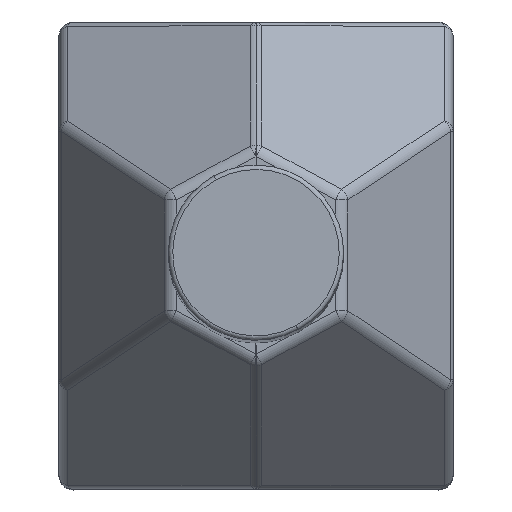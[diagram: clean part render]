
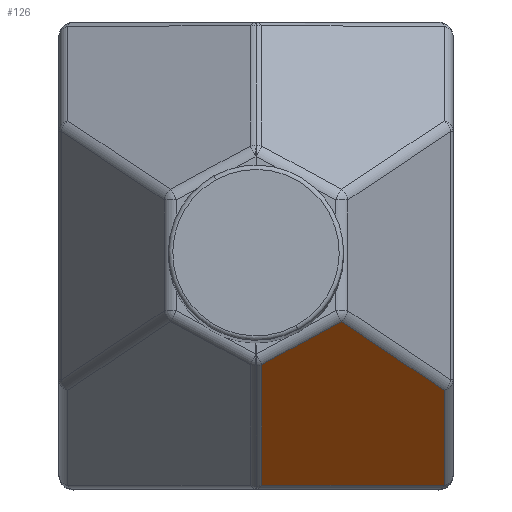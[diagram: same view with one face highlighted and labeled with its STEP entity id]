
A CAD part, top view. The second image highlights one B-rep face of the part: STEP entity #126.
In plain terms, the highlighted planar face has unit normal (0.397, -0.732, 0.553).
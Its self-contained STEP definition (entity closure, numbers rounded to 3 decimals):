
#57=CARTESIAN_POINT('Line Origine',(11.131,-8.054,3.094)) ;
#61=CARTESIAN_POINT('Vertex',(12.897,-9.232,0.267)) ;
#63=CARTESIAN_POINT('Vertex',(5.845,-4.529,11.553)) ;
#92=CARTESIAN_POINT('Axis2P3D Location',(10.898,-7.371,4.163)) ;
#98=CARTESIAN_POINT('Control Point',(5.845,-4.529,11.553)) ;
#99=CARTESIAN_POINT('Control Point',(0.397,-7.486,11.553)) ;
#100=CARTESIAN_POINT('Vertex',(0.397,-7.486,11.553)) ;
#104=CARTESIAN_POINT('Control Point',(0.397,-15.732,0.645)) ;
#105=CARTESIAN_POINT('Control Point',(0.397,-7.486,11.553)) ;
#106=CARTESIAN_POINT('Vertex',(0.397,-15.732,0.645)) ;
#110=CARTESIAN_POINT('Control Point',(12.897,-15.732,-8.333)) ;
#111=CARTESIAN_POINT('Control Point',(0.397,-15.732,0.645)) ;
#112=CARTESIAN_POINT('Vertex',(12.897,-15.732,-8.333)) ;
#116=CARTESIAN_POINT('Control Point',(12.897,-15.732,-8.333)) ;
#117=CARTESIAN_POINT('Control Point',(12.897,-9.232,0.267)) ;
#58=DIRECTION('Vector Direction',(0.5,-0.333,-0.8)) ;
#93=DIRECTION('Axis2P3D Direction',(-0.397,0.732,-0.553)) ;
#94=DIRECTION('Axis2P3D XDirection',(0.5,-0.333,-0.8)) ;
#95=AXIS2_PLACEMENT_3D('Plane Axis2P3D',#92,#93,#94) ;
#120=ORIENTED_EDGE('',*,*,#102,.T.) ;
#121=ORIENTED_EDGE('',*,*,#108,.F.) ;
#122=ORIENTED_EDGE('',*,*,#114,.F.) ;
#123=ORIENTED_EDGE('',*,*,#118,.F.) ;
#124=ORIENTED_EDGE('',*,*,#65,.T.) ;
#59=VECTOR('Line Direction',#58,1.) ;
#126=ADVANCED_FACE('Body.2',(#125),#96,.F.) ;
#97=B_SPLINE_CURVE_WITH_KNOTS('',1,(#98,#99),.UNSPECIFIED.,.F.,.U.,(2,2),(-6.688,-0.49),.UNSPECIFIED.) ;
#103=B_SPLINE_CURVE_WITH_KNOTS('',1,(#104,#105),.UNSPECIFIED.,.F.,.U.,(2,2),(-7.275,6.399),.UNSPECIFIED.) ;
#109=B_SPLINE_CURVE_WITH_KNOTS('',1,(#110,#111),.UNSPECIFIED.,.F.,.U.,(2,2),(-9.832,5.558),.UNSPECIFIED.) ;
#115=B_SPLINE_CURVE_WITH_KNOTS('',1,(#116,#117),.UNSPECIFIED.,.F.,.U.,(2,2),(-4.241,6.539),.UNSPECIFIED.) ;
#65=EDGE_CURVE('',#62,#64,#60,.F.) ;
#102=EDGE_CURVE('',#64,#101,#97,.T.) ;
#108=EDGE_CURVE('',#107,#101,#103,.T.) ;
#114=EDGE_CURVE('',#113,#107,#109,.T.) ;
#118=EDGE_CURVE('',#62,#113,#115,.F.) ;
#119=EDGE_LOOP('',(#120,#121,#122,#123,#124)) ;
#125=FACE_OUTER_BOUND('',#119,.T.) ;
#60=LINE('Line',#57,#59) ;
#96=PLANE('',#95) ;
#62=VERTEX_POINT('',#61) ;
#64=VERTEX_POINT('',#63) ;
#101=VERTEX_POINT('',#100) ;
#107=VERTEX_POINT('',#106) ;
#113=VERTEX_POINT('',#112) ;
